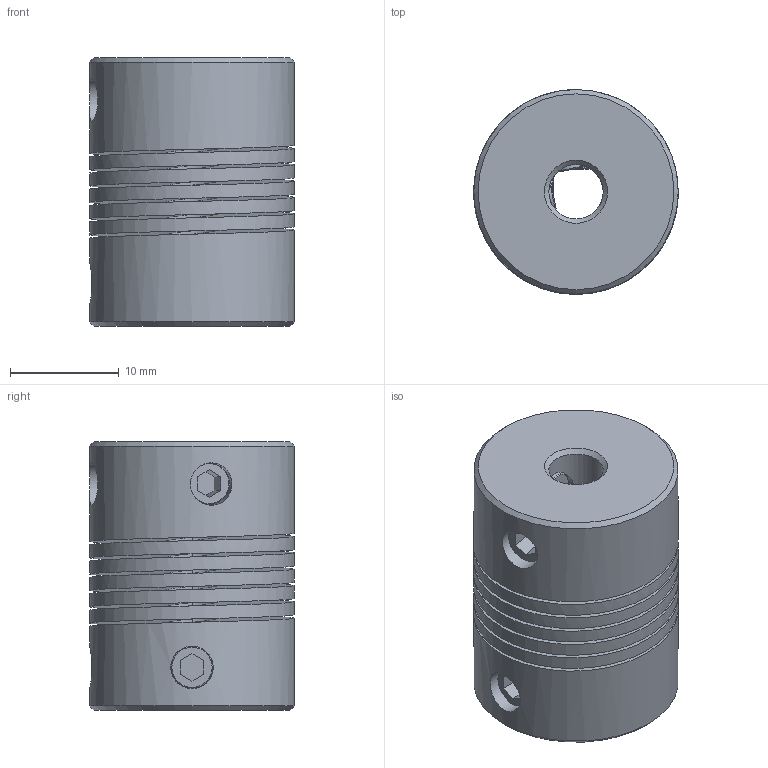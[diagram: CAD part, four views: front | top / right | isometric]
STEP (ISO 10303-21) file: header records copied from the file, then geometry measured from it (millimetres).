
FILE_DESCRIPTION(('FreeCAD Model'),'2;1');
FILE_NAME( 'coupling-5mm-5mm.step', '2015-03-19T19:20:26',('FreeCAD'),('FreeCAD'), 'Open CASCADE STEP processor 6.5','FreeCAD','Unknown');
FILE_SCHEMA(('AUTOMOTIVE_DESIGN_CC2 { 1 2 10303 214 -1 1 5 4 }'));
Length unit declared in the file: millimetre
Products named in the file (1): coupling-5mm-5mm
Bounding box: 18.8 x 18.8 x 24.7 mm (x, y, z)
Volume: 5791.1 mm3; surface area: 5636.1 mm2
Topology: 1 solids, 1 shells, 86 faces, 224 edges, 144 vertices
Faces by surface type: plane 40, cylinder 32, cone 12, bspline 2
Full cylindrical faces by diameter (mm): 3.9 x4, 5 x7, 18.8 x7
Entity records: 33924 total; most frequent: CARTESIAN_POINT 29176, DIRECTION 640, ORIENTED_EDGE 448, PCURVE 448, DEFINITIONAL_REPRESENTATION 448, LINE 374, VECTOR 374, B_SPLINE_CURVE_WITH_KNOTS 244
